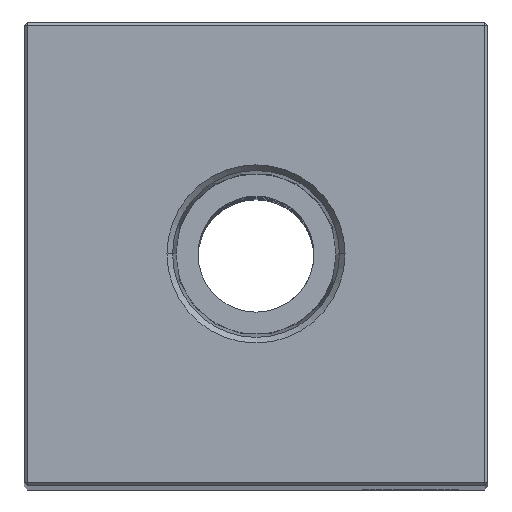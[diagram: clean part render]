
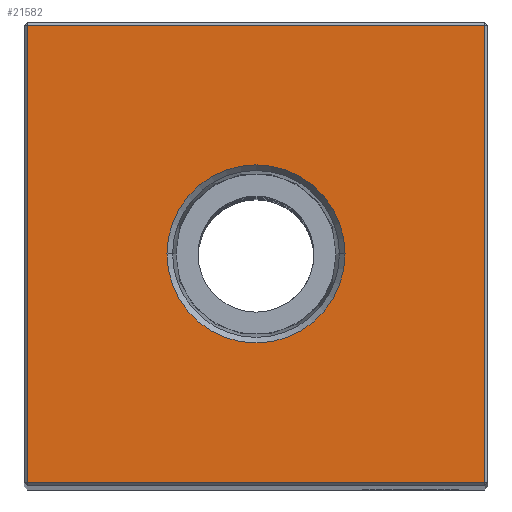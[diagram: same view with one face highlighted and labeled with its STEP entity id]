
A CAD part, top view. The second image highlights one B-rep face of the part: STEP entity #21582.
In plain terms, the highlighted planar face has unit normal (0, 0, 1).
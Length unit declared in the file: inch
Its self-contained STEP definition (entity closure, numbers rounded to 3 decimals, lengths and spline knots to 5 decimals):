
#145 = CARTESIAN_POINT ( 'NONE',  ( 0., 0., 7.75 ) ) ;
#611 = ORIENTED_EDGE ( 'NONE', *, *, #1349, .F. ) ;
#1125 = VECTOR ( 'NONE', #3949, 39.37008 ) ;
#1349 = EDGE_CURVE ( 'NONE', #12971, #1531, #3508, .T. ) ;
#1531 = VERTEX_POINT ( 'NONE', #14445 ) ;
#1892 = LINE ( 'NONE', #3542, #8761 ) ;
#2167 = VECTOR ( 'NONE', #14891, 39.37008 ) ;
#2373 = DIRECTION ( 'NONE',  ( 0., 1., 0. ) ) ;
#2397 = FACE_BOUND ( 'NONE', #22982, .T. ) ;
#3508 = CIRCLE ( 'NONE', #15503, 0.288 ) ;
#3511 = AXIS2_PLACEMENT_3D ( 'NONE', #8446, #15943, #16067 ) ;
#3542 = CARTESIAN_POINT ( 'NONE',  ( 0., 0.74, 7.75 ) ) ;
#3903 = VERTEX_POINT ( 'NONE', #17398 ) ;
#3904 = DIRECTION ( 'NONE',  ( -1., 0., 0. ) ) ;
#3949 = DIRECTION ( 'NONE',  ( 1., 0., 0. ) ) ;
#4281 = FACE_OUTER_BOUND ( 'NONE', #16876, .T. ) ;
#4478 = EDGE_CURVE ( 'NONE', #3903, #20685, #19538, .T. ) ;
#6042 = PLANE ( 'NONE',  #3511 ) ;
#6083 = CARTESIAN_POINT ( 'NONE',  ( -0.74, 0.74, 7.75 ) ) ;
#7256 = CARTESIAN_POINT ( 'NONE',  ( -0.74, 0., 7.75 ) ) ;
#7928 = CIRCLE ( 'NONE', #13928, 0.288 ) ;
#8162 = CARTESIAN_POINT ( 'NONE',  ( 0.74, 0., 7.75 ) ) ;
#8446 = CARTESIAN_POINT ( 'NONE',  ( 0., 0., 7.75 ) ) ;
#8493 = EDGE_CURVE ( 'NONE', #11649, #3903, #13600, .T. ) ;
#8761 = VECTOR ( 'NONE', #3904, 39.37008 ) ;
#9140 = CARTESIAN_POINT ( 'NONE',  ( 0.74, 0.74, 7.75 ) ) ;
#9559 = CARTESIAN_POINT ( 'NONE',  ( 0.288, 0., 7.75 ) ) ;
#10023 = EDGE_CURVE ( 'NONE', #11365, #11649, #24422, .T. ) ;
#11249 = DIRECTION ( 'NONE',  ( 1., 0., 0. ) ) ;
#11365 = VERTEX_POINT ( 'NONE', #6083 ) ;
#11638 = ORIENTED_EDGE ( 'NONE', *, *, #4478, .T. ) ;
#11649 = VERTEX_POINT ( 'NONE', #15074 ) ;
#12971 = VERTEX_POINT ( 'NONE', #9559 ) ;
#13123 = CARTESIAN_POINT ( 'NONE',  ( 0., 0., 7.75 ) ) ;
#13600 = LINE ( 'NONE', #21233, #1125 ) ;
#13928 = AXIS2_PLACEMENT_3D ( 'NONE', #13123, #20762, #11249 ) ;
#14023 = VECTOR ( 'NONE', #2373, 39.37008 ) ;
#14445 = CARTESIAN_POINT ( 'NONE',  ( -0.288, 0., 7.75 ) ) ;
#14891 = DIRECTION ( 'NONE',  ( 0., -1., 0. ) ) ;
#15074 = CARTESIAN_POINT ( 'NONE',  ( -0.74, -0.74, 7.75 ) ) ;
#15503 = AXIS2_PLACEMENT_3D ( 'NONE', #145, #22479, #21081 ) ;
#15943 = DIRECTION ( 'NONE',  ( 0., 0., -1. ) ) ;
#16067 = DIRECTION ( 'NONE',  ( -1., 0., 0. ) ) ;
#16876 = EDGE_LOOP ( 'NONE', ( #16912, #21097, #11638, #21842 ) ) ;
#16912 = ORIENTED_EDGE ( 'NONE', *, *, #10023, .T. ) ;
#17398 = CARTESIAN_POINT ( 'NONE',  ( 0.74, -0.74, 7.75 ) ) ;
#19538 = LINE ( 'NONE', #8162, #14023 ) ;
#20685 = VERTEX_POINT ( 'NONE', #9140 ) ;
#20762 = DIRECTION ( 'NONE',  ( 0., 0., 1. ) ) ;
#21081 = DIRECTION ( 'NONE',  ( 1., 0., 0. ) ) ;
#21097 = ORIENTED_EDGE ( 'NONE', *, *, #8493, .T. ) ;
#21233 = CARTESIAN_POINT ( 'NONE',  ( 0., -0.74, 7.75 ) ) ;
#21582 = ADVANCED_FACE ( 'NONE', ( #4281, #2397 ), #6042, .F. ) ;
#21842 = ORIENTED_EDGE ( 'NONE', *, *, #22215, .T. ) ;
#22116 = EDGE_CURVE ( 'NONE', #1531, #12971, #7928, .T. ) ;
#22215 = EDGE_CURVE ( 'NONE', #20685, #11365, #1892, .T. ) ;
#22479 = DIRECTION ( 'NONE',  ( 0., 0., 1. ) ) ;
#22854 = ORIENTED_EDGE ( 'NONE', *, *, #22116, .F. ) ;
#22982 = EDGE_LOOP ( 'NONE', ( #611, #22854 ) ) ;
#24422 = LINE ( 'NONE', #7256, #2167 ) ;
